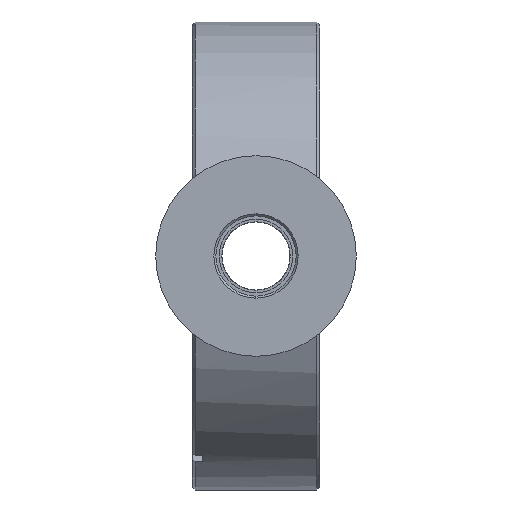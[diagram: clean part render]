
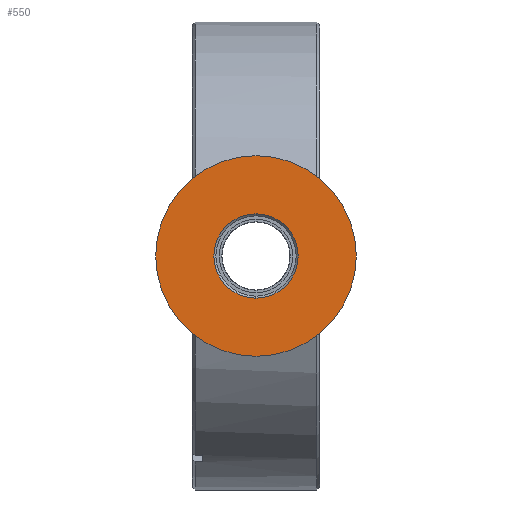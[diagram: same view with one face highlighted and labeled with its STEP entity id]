
A CAD part, left-side view. The second image highlights one B-rep face of the part: STEP entity #550.
In plain terms, the highlighted face is planar.
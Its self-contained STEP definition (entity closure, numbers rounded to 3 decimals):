
#33 = DIRECTION ( 'NONE',  ( 0., 0., 1. ) ) ;
#34 = DIRECTION ( 'NONE',  ( 0., 1., 0. ) ) ;
#35 = CARTESIAN_POINT ( 'NONE',  ( 0., 0., 0. ) ) ;
#103 = AXIS2_PLACEMENT_3D ( 'NONE', #3237, #3236, #3234 ) ;
#121 = AXIS2_PLACEMENT_3D ( 'NONE', #2243, #2242, #2241 ) ;
#128 = AXIS2_PLACEMENT_3D ( 'NONE', #2252, #2251, #2250 ) ;
#162 = AXIS2_PLACEMENT_3D ( 'NONE', #35, #34, #33 ) ;
#290 = DIRECTION ( 'NONE',  ( 0., 0., 1. ) ) ;
#292 = PLANE ( 'NONE',  #3356 ) ;
#294 = CARTESIAN_POINT ( 'NONE',  ( -6., 0., 0. ) ) ;
#295 = DIRECTION ( 'NONE',  ( 0., 1., 0. ) ) ;
#550 = ADVANCED_FACE ( 'NONE', ( #2341, #2434 ), #292, .F. ) ;
#810 = ORIENTED_EDGE ( 'NONE', *, *, #1959, .T. ) ;
#863 = ORIENTED_EDGE ( 'NONE', *, *, #1930, .T. ) ;
#882 = EDGE_LOOP ( 'NONE', ( #863, #810 ) ) ;
#981 = ORIENTED_EDGE ( 'NONE', *, *, #1884, .T. ) ;
#988 = ORIENTED_EDGE ( 'NONE', *, *, #1956, .T. ) ;
#1029 = EDGE_LOOP ( 'NONE', ( #981, #988 ) ) ;
#1884 = EDGE_CURVE ( 'NONE', #2864, #2811, #3073, .T. ) ;
#1930 = EDGE_CURVE ( 'NONE', #2892, #2839, #2591, .T. ) ;
#1956 = EDGE_CURVE ( 'NONE', #2811, #2864, #2592, .T. ) ;
#1959 = EDGE_CURVE ( 'NONE', #2839, #2892, #2616, .T. ) ;
#2241 = DIRECTION ( 'NONE',  ( 0., 0., 1. ) ) ;
#2242 = DIRECTION ( 'NONE',  ( 0., 1., 0. ) ) ;
#2243 = CARTESIAN_POINT ( 'NONE',  ( 0., 0., 0. ) ) ;
#2250 = DIRECTION ( 'NONE',  ( 0., 0., -1. ) ) ;
#2251 = DIRECTION ( 'NONE',  ( 0., -1., 0. ) ) ;
#2252 = CARTESIAN_POINT ( 'NONE',  ( 0., 0., 0. ) ) ;
#2341 = FACE_BOUND ( 'NONE', #882, .T. ) ;
#2434 = FACE_OUTER_BOUND ( 'NONE', #1029, .T. ) ;
#2591 = CIRCLE ( 'NONE', #162, 6.3 ) ;
#2592 = CIRCLE ( 'NONE', #128, 15. ) ;
#2616 = CIRCLE ( 'NONE', #121, 6.3 ) ;
#2811 = VERTEX_POINT ( 'NONE', #3390 ) ;
#2839 = VERTEX_POINT ( 'NONE', #3312 ) ;
#2864 = VERTEX_POINT ( 'NONE', #3286 ) ;
#2892 = VERTEX_POINT ( 'NONE', #3444 ) ;
#3073 = CIRCLE ( 'NONE', #103, 15. ) ;
#3234 = DIRECTION ( 'NONE',  ( 0., 0., -1. ) ) ;
#3236 = DIRECTION ( 'NONE',  ( 0., -1., 0. ) ) ;
#3237 = CARTESIAN_POINT ( 'NONE',  ( 0., 0., 0. ) ) ;
#3286 = CARTESIAN_POINT ( 'NONE',  ( 0., 0., -15. ) ) ;
#3312 = CARTESIAN_POINT ( 'NONE',  ( 0., 0., 6.3 ) ) ;
#3356 = AXIS2_PLACEMENT_3D ( 'NONE', #294, #295, #290 ) ;
#3390 = CARTESIAN_POINT ( 'NONE',  ( 0., 0., 15. ) ) ;
#3444 = CARTESIAN_POINT ( 'NONE',  ( 0., 0., -6.3 ) ) ;
